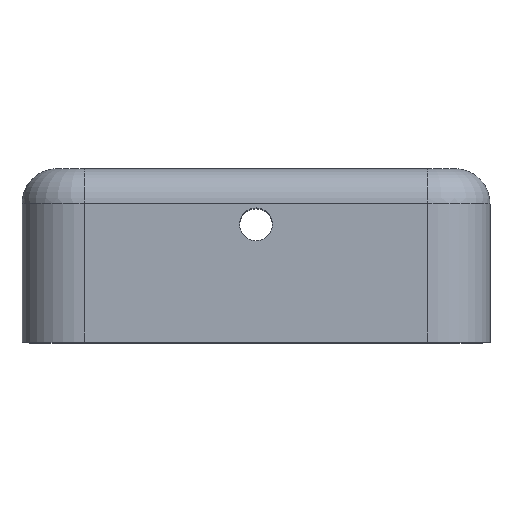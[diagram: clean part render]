
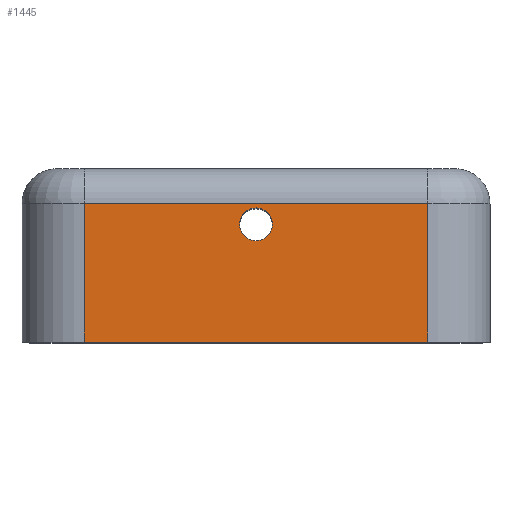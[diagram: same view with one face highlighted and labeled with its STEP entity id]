
A CAD part, top view. The second image highlights one B-rep face of the part: STEP entity #1445.
In plain terms, the highlighted planar face has unit normal (0, 0, 1).
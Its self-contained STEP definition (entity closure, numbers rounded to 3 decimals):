
#28 = DIRECTION ( 'NONE',  ( 1., 0., 0. ) ) ;
#75 = VECTOR ( 'NONE', #98, 1000. ) ;
#83 = ORIENTED_EDGE ( 'NONE', *, *, #379, .T. ) ;
#98 = DIRECTION ( 'NONE',  ( 1., 0., 0. ) ) ;
#187 = LINE ( 'NONE', #2089, #281 ) ;
#207 = EDGE_CURVE ( 'NONE', #1997, #1046, #1068, .T. ) ;
#272 = CARTESIAN_POINT ( 'NONE',  ( 0., -1.605, 8.4 ) ) ;
#281 = VECTOR ( 'NONE', #966, 1000. ) ;
#379 = EDGE_CURVE ( 'NONE', #1197, #1217, #731, .T. ) ;
#416 = ORIENTED_EDGE ( 'NONE', *, *, #2237, .F. ) ;
#439 = CARTESIAN_POINT ( 'NONE',  ( 0., -1.605, 8.4 ) ) ;
#522 = VECTOR ( 'NONE', #28, 1000. ) ;
#523 = EDGE_CURVE ( 'NONE', #1759, #1197, #1958, .T. ) ;
#580 = CARTESIAN_POINT ( 'NONE',  ( -4.95, -1., 8.4 ) ) ;
#635 = AXIS2_PLACEMENT_3D ( 'NONE', #439, #1594, #1754 ) ;
#655 = CARTESIAN_POINT ( 'NONE',  ( -0.475, -1.605, 8.4 ) ) ;
#658 = ORIENTED_EDGE ( 'NONE', *, *, #1930, .F. ) ;
#662 = CARTESIAN_POINT ( 'NONE',  ( 4.95, -1., 8.4 ) ) ;
#692 = EDGE_LOOP ( 'NONE', ( #658, #1193 ) ) ;
#702 = CIRCLE ( 'NONE', #635, 0.475 ) ;
#731 = LINE ( 'NONE', #861, #75 ) ;
#732 = CARTESIAN_POINT ( 'NONE',  ( -4.95, 0., 8.4 ) ) ;
#746 = CARTESIAN_POINT ( 'NONE',  ( -4.95, -5., 8.4 ) ) ;
#756 = LINE ( 'NONE', #580, #522 ) ;
#839 = EDGE_LOOP ( 'NONE', ( #83, #416, #2346, #1509 ) ) ;
#859 = AXIS2_PLACEMENT_3D ( 'NONE', #272, #1783, #1228 ) ;
#861 = CARTESIAN_POINT ( 'NONE',  ( -4.95, -5., 8.4 ) ) ;
#906 = AXIS2_PLACEMENT_3D ( 'NONE', #1941, #1241, #2133 ) ;
#966 = DIRECTION ( 'NONE',  ( 0., -1., 0. ) ) ;
#1003 = FACE_OUTER_BOUND ( 'NONE', #839, .T. ) ;
#1046 = VERTEX_POINT ( 'NONE', #2232 ) ;
#1068 = CIRCLE ( 'NONE', #859, 0.475 ) ;
#1101 = CARTESIAN_POINT ( 'NONE',  ( 4.95, -5., 8.4 ) ) ;
#1193 = ORIENTED_EDGE ( 'NONE', *, *, #207, .F. ) ;
#1197 = VERTEX_POINT ( 'NONE', #746 ) ;
#1217 = VERTEX_POINT ( 'NONE', #1101 ) ;
#1228 = DIRECTION ( 'NONE',  ( 1., 0., 0. ) ) ;
#1241 = DIRECTION ( 'NONE',  ( 0., 0., 1. ) ) ;
#1294 = DIRECTION ( 'NONE',  ( 0., -1., 0. ) ) ;
#1435 = CARTESIAN_POINT ( 'NONE',  ( -4.95, -1., 8.4 ) ) ;
#1445 = ADVANCED_FACE ( 'NONE', ( #2139, #1003 ), #2400, .T. ) ;
#1509 = ORIENTED_EDGE ( 'NONE', *, *, #523, .T. ) ;
#1594 = DIRECTION ( 'NONE',  ( 0., 0., 1. ) ) ;
#1754 = DIRECTION ( 'NONE',  ( 1., 0., 0. ) ) ;
#1759 = VERTEX_POINT ( 'NONE', #1435 ) ;
#1783 = DIRECTION ( 'NONE',  ( 0., 0., 1. ) ) ;
#1930 = EDGE_CURVE ( 'NONE', #1046, #1997, #702, .T. ) ;
#1941 = CARTESIAN_POINT ( 'NONE',  ( -4.95, 0., 8.4 ) ) ;
#1958 = LINE ( 'NONE', #732, #2203 ) ;
#1997 = VERTEX_POINT ( 'NONE', #655 ) ;
#2089 = CARTESIAN_POINT ( 'NONE',  ( 4.95, 0., 8.4 ) ) ;
#2133 = DIRECTION ( 'NONE',  ( 0., -1., 0. ) ) ;
#2139 = FACE_BOUND ( 'NONE', #692, .T. ) ;
#2203 = VECTOR ( 'NONE', #1294, 1000. ) ;
#2223 = EDGE_CURVE ( 'NONE', #1759, #2435, #756, .T. ) ;
#2232 = CARTESIAN_POINT ( 'NONE',  ( 0.475, -1.605, 8.4 ) ) ;
#2237 = EDGE_CURVE ( 'NONE', #2435, #1217, #187, .T. ) ;
#2346 = ORIENTED_EDGE ( 'NONE', *, *, #2223, .F. ) ;
#2400 = PLANE ( 'NONE',  #906 ) ;
#2435 = VERTEX_POINT ( 'NONE', #662 ) ;
